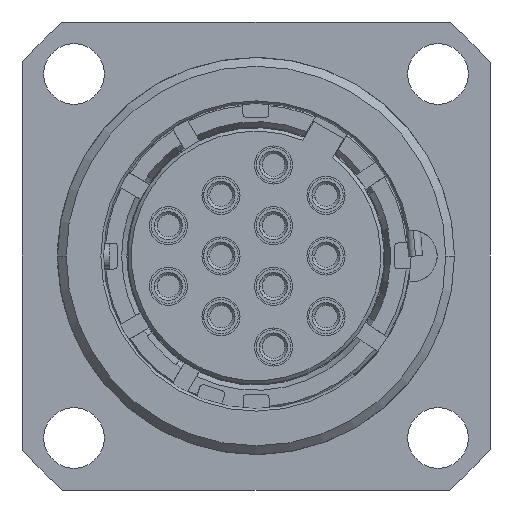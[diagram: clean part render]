
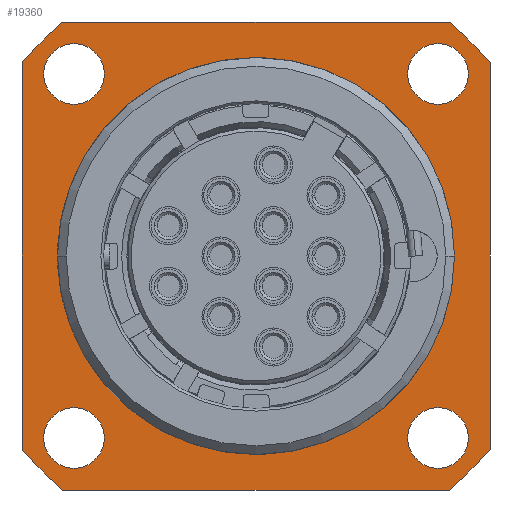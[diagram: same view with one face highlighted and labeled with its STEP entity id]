
A CAD part, left-side view. The second image highlights one B-rep face of the part: STEP entity #19360.
In plain terms, the highlighted planar face has unit normal (-1, 0, 0).
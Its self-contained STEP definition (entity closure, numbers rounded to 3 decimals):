
#4376=CARTESIAN_POINT('',(5.6,0.,0.));
#4377=DIRECTION('',(-1.,0.,0.));
#4378=DIRECTION('',(0.,0.998,-0.061));
#4379=AXIS2_PLACEMENT_3D('',#4376,#4377,#4378);
#4394=DIRECTION('',(0.,1.,0.));
#4395=VECTOR('',#4394,0.19);
#4396=CARTESIAN_POINT('',(5.6,11.239,-0.7));
#4397=LINE('1683',#4396,#4395);
#4411=DIRECTION('',(0.,1.,0.));
#4412=VECTOR('',#4411,0.19);
#4413=CARTESIAN_POINT('',(5.6,11.239,0.7));
#4414=LINE('1682',#4413,#4412);
#4427=DIRECTION('',(0.,0.,1.));
#4428=VECTOR('',#4427,22.271);
#4429=CARTESIAN_POINT('',(5.6,-13.5,-11.136));
#4430=LINE('1532',#4429,#4428);
#4431=CARTESIAN_POINT('',(5.6,0.,0.));
#4432=DIRECTION('',(-1.,0.,0.));
#4433=DIRECTION('',(0.,-0.636,-0.771));
#4434=AXIS2_PLACEMENT_3D('',#4431,#4432,#4433);
#4436=DIRECTION('',(0.,-1.,0.));
#4437=VECTOR('',#4436,22.271);
#4438=CARTESIAN_POINT('',(5.6,11.136,-13.5));
#4439=LINE('1534',#4438,#4437);
#4440=CARTESIAN_POINT('',(5.6,0.,0.));
#4441=DIRECTION('',(-1.,0.,0.));
#4442=DIRECTION('',(0.,0.771,-0.636));
#4443=AXIS2_PLACEMENT_3D('',#4440,#4441,#4442);
#4445=DIRECTION('',(0.,0.,-1.));
#4446=VECTOR('',#4445,22.271);
#4447=CARTESIAN_POINT('',(5.6,13.5,11.136));
#4448=LINE('1536',#4447,#4446);
#4449=CARTESIAN_POINT('',(5.6,0.,0.));
#4450=DIRECTION('',(-1.,0.,0.));
#4451=DIRECTION('',(0.,0.636,0.771));
#4452=AXIS2_PLACEMENT_3D('',#4449,#4450,#4451);
#4454=DIRECTION('',(0.,1.,0.));
#4455=VECTOR('',#4454,22.271);
#4456=CARTESIAN_POINT('',(5.6,-11.136,13.5));
#4457=LINE('1538',#4456,#4455);
#4458=CARTESIAN_POINT('',(5.6,0.,0.));
#4459=DIRECTION('',(-1.,0.,0.));
#4460=DIRECTION('',(0.,-0.771,0.636));
#4461=AXIS2_PLACEMENT_3D('',#4458,#4459,#4460);
#4463=CARTESIAN_POINT('',(5.6,10.5,10.5));
#4464=DIRECTION('',(1.,0.,0.));
#4465=DIRECTION('',(0.,1.,0.));
#4466=AXIS2_PLACEMENT_3D('',#4463,#4464,#4465);
#4468=CARTESIAN_POINT('',(5.6,10.5,10.5));
#4469=DIRECTION('',(1.,0.,0.));
#4470=DIRECTION('',(0.,-1.,0.));
#4471=AXIS2_PLACEMENT_3D('',#4468,#4469,#4470);
#4473=CARTESIAN_POINT('',(5.6,10.5,-10.5));
#4474=DIRECTION('',(1.,0.,0.));
#4475=DIRECTION('',(0.,1.,0.));
#4476=AXIS2_PLACEMENT_3D('',#4473,#4474,#4475);
#4478=CARTESIAN_POINT('',(5.6,10.5,-10.5));
#4479=DIRECTION('',(1.,0.,0.));
#4480=DIRECTION('',(0.,-1.,0.));
#4481=AXIS2_PLACEMENT_3D('',#4478,#4479,#4480);
#4483=CARTESIAN_POINT('',(5.6,-10.5,-10.5));
#4484=DIRECTION('',(1.,0.,0.));
#4485=DIRECTION('',(0.,1.,0.));
#4486=AXIS2_PLACEMENT_3D('',#4483,#4484,#4485);
#4488=CARTESIAN_POINT('',(5.6,-10.5,-10.5));
#4489=DIRECTION('',(1.,0.,0.));
#4490=DIRECTION('',(0.,-1.,0.));
#4491=AXIS2_PLACEMENT_3D('',#4488,#4489,#4490);
#4493=CARTESIAN_POINT('',(5.6,-10.5,10.5));
#4494=DIRECTION('',(1.,0.,0.));
#4495=DIRECTION('',(0.,1.,0.));
#4496=AXIS2_PLACEMENT_3D('',#4493,#4494,#4495);
#4498=CARTESIAN_POINT('',(5.6,-10.5,10.5));
#4499=DIRECTION('',(1.,0.,0.));
#4500=DIRECTION('',(0.,-1.,0.));
#4501=AXIS2_PLACEMENT_3D('',#4498,#4499,#4500);
#4503=DIRECTION('',(0.,0.,-1.));
#4504=VECTOR('',#4503,1.4);
#4505=CARTESIAN_POINT('',(5.6,11.239,0.7));
#4506=LINE('1681',#4505,#4504);
#9561=CARTESIAN_POINT('',(5.6,0.,0.));
#9562=DIRECTION('',(-1.,0.,0.));
#9563=DIRECTION('',(0.,-1.,0.));
#9564=AXIS2_PLACEMENT_3D('',#9561,#9562,#9563);
#9647=CARTESIAN_POINT('',(5.6,-13.5,-11.136));
#9648=CARTESIAN_POINT('',(5.6,-13.5,11.136));
#9649=VERTEX_POINT('',#9647);
#9650=VERTEX_POINT('',#9648);
#9651=CARTESIAN_POINT('',(5.6,-11.136,-13.5));
#9652=VERTEX_POINT('',#9651);
#9653=CARTESIAN_POINT('',(5.6,11.136,-13.5));
#9654=VERTEX_POINT('',#9653);
#9655=CARTESIAN_POINT('',(5.6,13.5,-11.136));
#9656=VERTEX_POINT('',#9655);
#9657=CARTESIAN_POINT('',(5.6,13.5,11.136));
#9658=VERTEX_POINT('',#9657);
#9659=CARTESIAN_POINT('',(5.6,11.136,13.5));
#9660=VERTEX_POINT('',#9659);
#9661=CARTESIAN_POINT('',(5.6,-11.136,13.5));
#9662=VERTEX_POINT('',#9661);
#9671=CARTESIAN_POINT('',(5.6,-11.45,0.));
#9672=VERTEX_POINT('',#9671);
#9677=CARTESIAN_POINT('',(5.6,12.25,10.5));
#9678=CARTESIAN_POINT('',(5.6,8.75,10.5));
#9679=VERTEX_POINT('',#9677);
#9680=VERTEX_POINT('',#9678);
#9685=CARTESIAN_POINT('',(5.6,12.25,-10.5));
#9686=CARTESIAN_POINT('',(5.6,8.75,-10.5));
#9687=VERTEX_POINT('',#9685);
#9688=VERTEX_POINT('',#9686);
#9693=CARTESIAN_POINT('',(5.6,-8.75,-10.5));
#9694=CARTESIAN_POINT('',(5.6,-12.25,-10.5));
#9695=VERTEX_POINT('',#9693);
#9696=VERTEX_POINT('',#9694);
#9701=CARTESIAN_POINT('',(5.6,-8.75,10.5));
#9702=CARTESIAN_POINT('',(5.6,-12.25,10.5));
#9703=VERTEX_POINT('',#9701);
#9704=VERTEX_POINT('',#9702);
#9761=CARTESIAN_POINT('',(5.6,11.429,0.7));
#9763=VERTEX_POINT('',#9761);
#9765=CARTESIAN_POINT('',(5.6,11.429,-0.7));
#9767=VERTEX_POINT('',#9765);
#9813=CARTESIAN_POINT('',(5.6,11.239,0.7));
#9814=CARTESIAN_POINT('',(5.6,11.239,-0.7));
#9815=VERTEX_POINT('',#9813);
#9816=VERTEX_POINT('',#9814);
#19305=CARTESIAN_POINT('',(5.6,0.,0.));
#19306=DIRECTION('',(1.,0.,0.));
#19307=DIRECTION('',(0.,0.,-1.));
#19308=AXIS2_PLACEMENT_3D('',#19305,#19306,#19307);
#19309=PLANE('273',#19308);
#19311=ORIENTED_EDGE('1532',*,*,#19310,.F.);
#19313=ORIENTED_EDGE('1533',*,*,#19312,.F.);
#19315=ORIENTED_EDGE('1534',*,*,#19314,.F.);
#19317=ORIENTED_EDGE('1535',*,*,#19316,.F.);
#19319=ORIENTED_EDGE('1536',*,*,#19318,.F.);
#19321=ORIENTED_EDGE('1537',*,*,#19320,.F.);
#19323=ORIENTED_EDGE('1538',*,*,#19322,.F.);
#19325=ORIENTED_EDGE('1539',*,*,#19324,.F.);
#19326=EDGE_LOOP('273',(#19311,#19313,#19315,#19317,#19319,#19321,#19323,
#19325));
#19327=FACE_OUTER_BOUND('273',#19326,.F.);
#19329=ORIENTED_EDGE('1555',*,*,#19328,.F.);
#19331=ORIENTED_EDGE('1556',*,*,#19330,.F.);
#19332=EDGE_LOOP('273',(#19329,#19331));
#19333=FACE_BOUND('273',#19332,.F.);
#19335=ORIENTED_EDGE('1561',*,*,#19334,.F.);
#19337=ORIENTED_EDGE('1562',*,*,#19336,.F.);
#19338=EDGE_LOOP('273',(#19335,#19337));
#19339=FACE_BOUND('273',#19338,.F.);
#19341=ORIENTED_EDGE('1567',*,*,#19340,.F.);
#19343=ORIENTED_EDGE('1568',*,*,#19342,.F.);
#19344=EDGE_LOOP('273',(#19341,#19343));
#19345=FACE_BOUND('273',#19344,.F.);
#19347=ORIENTED_EDGE('1573',*,*,#19346,.F.);
#19349=ORIENTED_EDGE('1574',*,*,#19348,.F.);
#19350=EDGE_LOOP('273',(#19347,#19349));
#19351=FACE_BOUND('273',#19350,.F.);
#19352=ORIENTED_EDGE('1681',*,*,#19292,.T.);
#19353=ORIENTED_EDGE('1683',*,*,#19223,.T.);
#19354=ORIENTED_EDGE('1631',*,*,#19199,.T.);
#19356=ORIENTED_EDGE('1630',*,*,#19355,.T.);
#19357=ORIENTED_EDGE('1682',*,*,#19267,.F.);
#19358=EDGE_LOOP('273',(#19352,#19353,#19354,#19356,#19357));
#19359=FACE_BOUND('273',#19358,.F.);
#4380=CIRCLE('1631',#4379,11.45);
#4435=CIRCLE('1533',#4434,17.5);
#4444=CIRCLE('1535',#4443,17.5);
#4453=CIRCLE('1537',#4452,17.5);
#4462=CIRCLE('1539',#4461,17.5);
#4467=CIRCLE('1555',#4466,1.75);
#4472=CIRCLE('1556',#4471,1.75);
#4477=CIRCLE('1561',#4476,1.75);
#4482=CIRCLE('1562',#4481,1.75);
#4487=CIRCLE('1567',#4486,1.75);
#4492=CIRCLE('1568',#4491,1.75);
#4497=CIRCLE('1573',#4496,1.75);
#4502=CIRCLE('1574',#4501,1.75);
#9565=CIRCLE('1630',#9564,11.45);
#19199=EDGE_CURVE('1631',#9767,#9672,#4380,.T.);
#19223=EDGE_CURVE('1683',#9816,#9767,#4397,.T.);
#19267=EDGE_CURVE('1682',#9815,#9763,#4414,.T.);
#19292=EDGE_CURVE('1681',#9815,#9816,#4506,.T.);
#19310=EDGE_CURVE('1532',#9649,#9650,#4430,.T.);
#19312=EDGE_CURVE('1533',#9652,#9649,#4435,.T.);
#19314=EDGE_CURVE('1534',#9654,#9652,#4439,.T.);
#19316=EDGE_CURVE('1535',#9656,#9654,#4444,.T.);
#19318=EDGE_CURVE('1536',#9658,#9656,#4448,.T.);
#19320=EDGE_CURVE('1537',#9660,#9658,#4453,.T.);
#19322=EDGE_CURVE('1538',#9662,#9660,#4457,.T.);
#19324=EDGE_CURVE('1539',#9650,#9662,#4462,.T.);
#19328=EDGE_CURVE('1555',#9679,#9680,#4467,.T.);
#19330=EDGE_CURVE('1556',#9680,#9679,#4472,.T.);
#19334=EDGE_CURVE('1561',#9687,#9688,#4477,.T.);
#19336=EDGE_CURVE('1562',#9688,#9687,#4482,.T.);
#19340=EDGE_CURVE('1567',#9695,#9696,#4487,.T.);
#19342=EDGE_CURVE('1568',#9696,#9695,#4492,.T.);
#19346=EDGE_CURVE('1573',#9703,#9704,#4497,.T.);
#19348=EDGE_CURVE('1574',#9704,#9703,#4502,.T.);
#19355=EDGE_CURVE('1630',#9672,#9763,#9565,.T.);
#19360=ADVANCED_FACE('273',(#19327,#19333,#19339,#19345,#19351,#19359),#19309,
.F.);
